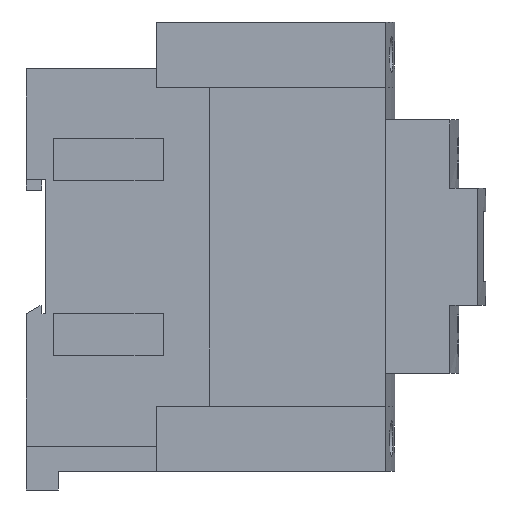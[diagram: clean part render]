
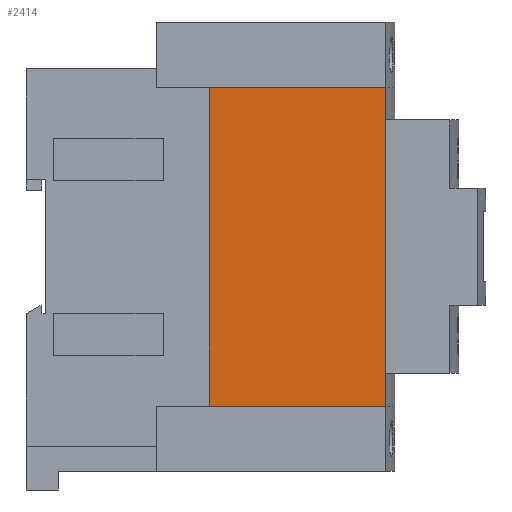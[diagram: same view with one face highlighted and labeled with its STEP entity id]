
A CAD part, left-side view. The second image highlights one B-rep face of the part: STEP entity #2414.
In plain terms, the highlighted planar face has unit normal (-1, 0, 0).
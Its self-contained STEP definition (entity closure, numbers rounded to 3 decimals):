
#2354=CARTESIAN_POINT('POINT17653',(-27.559,-47.752,
   -41.529));
#2355=VERTEX_POINT('VERTEX17653',#2354);
#2362=CARTESIAN_POINT('POINT17654',(-27.559,-47.752,
   41.529));
#2363=VERTEX_POINT('VERTEX17654',#2362);
#2364=CARTESIAN_POINT('POS33840',(-27.559,-47.752,
   -20.765));
#2365=DIRECTION('DIR47974',(0.,0.,-1.));
#2366=VECTOR('VEC19706',#2365,25.4);
#2367=LINE('STRAIGHT19706',#2364,#2366);
#2368=EDGE_CURVE('EDGE26444',#2363,#2355,#2367,.T.);
#2384=ORIENTED_EDGE('COEDGE52887',*,*,#2368,.T.);
#2385=CARTESIAN_POINT('POINT17655',(-27.559,-93.699,
   -41.529));
#2386=VERTEX_POINT('VERTEX17655',#2385);
#2387=CARTESIAN_POINT('POS33843',(-27.559,-93.699,
   -41.529));
#2388=DIRECTION('DIR47978',(0.,1.,0.));
#2389=VECTOR('VEC19708',#2388,25.4);
#2390=LINE('STRAIGHT19708',#2387,#2389);
#2391=EDGE_CURVE('EDGE26446',#2386,#2355,#2390,.T.);
#2392=ORIENTED_EDGE('COEDGE52888',*,*,#2391,.F.);
#2393=CARTESIAN_POINT('POINT17656',(-27.559,-93.699,
   41.529));
#2394=VERTEX_POINT('VERTEX17656',#2393);
#2395=CARTESIAN_POINT('POS33844',(-27.559,-93.699,
   -41.529));
#2396=DIRECTION('DIR47979',(0.,0.,1.));
#2397=VECTOR('VEC19709',#2396,25.4);
#2398=LINE('STRAIGHT19709',#2395,#2397);
#2399=EDGE_CURVE('EDGE26447',#2386,#2394,#2398,.T.);
#2400=ORIENTED_EDGE('COEDGE52889',*,*,#2399,.T.);
#2401=CARTESIAN_POINT('POS33845',(-27.559,-93.699,
   41.529));
#2402=DIRECTION('DIR47980',(0.,1.,0.));
#2403=VECTOR('VEC19710',#2402,25.4);
#2404=LINE('STRAIGHT19710',#2401,#2403);
#2405=EDGE_CURVE('EDGE26448',#2394,#2363,#2404,.T.);
#2406=ORIENTED_EDGE('COEDGE52890',*,*,#2405,.T.);
#2407=EDGE_LOOP('NONE',(#2384,#2392,#2400,#2406));
#2408=FACE_BOUND('LOOP1',#2407,.T.);
#2409=CARTESIAN_POINT('POS33846',(-27.559,-93.699,
   -41.529));
#2410=DIRECTION('DIR47981',(-1.,0.,0.));
#2411=DIRECTION('DIR47982',(0.,1.,0.));
#2412=AXIS2_PLACEMENT_3D('AXIS14136',#2409,#2410,#2411);
#2413=PLANE('PLANE8084',#2412);
#2414=ADVANCED_FACE('FACE10601',(#2408),#2413,.T.);
